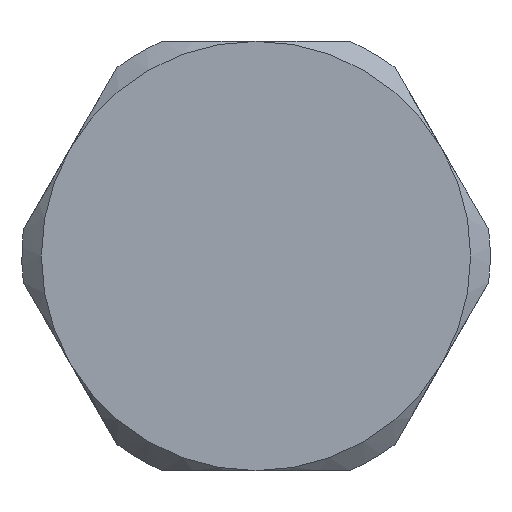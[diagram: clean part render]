
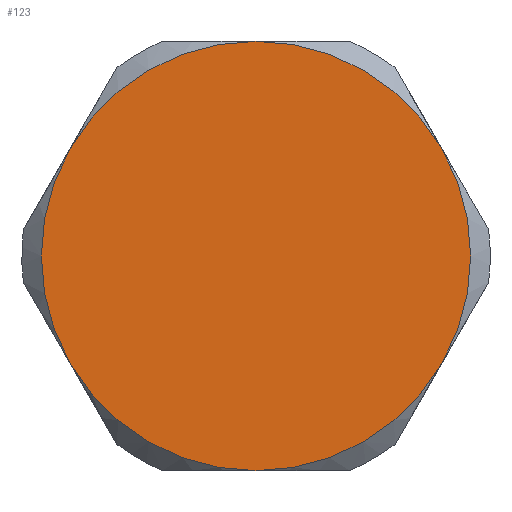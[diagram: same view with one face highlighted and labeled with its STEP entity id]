
A CAD part, front view. The second image highlights one B-rep face of the part: STEP entity #123.
In plain terms, the highlighted planar face has unit normal (0, -1, 0).
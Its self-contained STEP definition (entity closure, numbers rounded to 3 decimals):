
#19 = CARTESIAN_POINT ( 'NONE',  ( 0., -80., 0. ) ) ;
#57 = FACE_OUTER_BOUND ( 'NONE', #758, .T. ) ;
#70 = EDGE_CURVE ( 'NONE', #249, #643, #756, .T. ) ;
#83 = EDGE_CURVE ( 'NONE', #597, #307, #690, .T. ) ;
#93 = DIRECTION ( 'NONE',  ( 0., 1., 0. ) ) ;
#106 = DIRECTION ( 'NONE',  ( 0., 1., 0. ) ) ;
#117 = ORIENTED_EDGE ( 'NONE', *, *, #853, .F. ) ;
#123 = ADVANCED_FACE ( 'NONE', ( #57 ), #824, .F. ) ;
#138 = AXIS2_PLACEMENT_3D ( 'NONE', #661, #794, #465 ) ;
#145 = ORIENTED_EDGE ( 'NONE', *, *, #70, .F. ) ;
#154 = CIRCLE ( 'NONE', #191, 5.5 ) ;
#177 = CARTESIAN_POINT ( 'NONE',  ( 0., -80., 0. ) ) ;
#191 = AXIS2_PLACEMENT_3D ( 'NONE', #19, #772, #638 ) ;
#219 = ORIENTED_EDGE ( 'NONE', *, *, #774, .F. ) ;
#223 = CARTESIAN_POINT ( 'NONE',  ( 0., -80., -5.5 ) ) ;
#249 = VERTEX_POINT ( 'NONE', #223 ) ;
#264 = DIRECTION ( 'NONE',  ( 0., 1., 0. ) ) ;
#284 = CIRCLE ( 'NONE', #436, 5.5 ) ;
#286 = ORIENTED_EDGE ( 'NONE', *, *, #501, .F. ) ;
#305 = CARTESIAN_POINT ( 'NONE',  ( 0., -80., 0. ) ) ;
#307 = VERTEX_POINT ( 'NONE', #828 ) ;
#335 = DIRECTION ( 'NONE',  ( 0., 1., 0. ) ) ;
#345 = DIRECTION ( 'NONE',  ( 0., 0., 1. ) ) ;
#354 = AXIS2_PLACEMENT_3D ( 'NONE', #305, #93, #443 ) ;
#381 = CARTESIAN_POINT ( 'NONE',  ( -4.763, -80., 2.75 ) ) ;
#383 = AXIS2_PLACEMENT_3D ( 'NONE', #538, #335, #345 ) ;
#386 = EDGE_CURVE ( 'NONE', #307, #765, #862, .T. ) ;
#399 = CARTESIAN_POINT ( 'NONE',  ( 0., -80., 0. ) ) ;
#436 = AXIS2_PLACEMENT_3D ( 'NONE', #177, #657, #797 ) ;
#443 = DIRECTION ( 'NONE',  ( 0., 0., 1. ) ) ;
#465 = DIRECTION ( 'NONE',  ( 0., 0., 1. ) ) ;
#469 = DIRECTION ( 'NONE',  ( 0., 0., 1. ) ) ;
#500 = VERTEX_POINT ( 'NONE', #381 ) ;
#501 = EDGE_CURVE ( 'NONE', #765, #249, #877, .T. ) ;
#538 = CARTESIAN_POINT ( 'NONE',  ( 0., -80., 0. ) ) ;
#574 = CARTESIAN_POINT ( 'NONE',  ( 4.763, -80., -2.75 ) ) ;
#597 = VERTEX_POINT ( 'NONE', #813 ) ;
#608 = ORIENTED_EDGE ( 'NONE', *, *, #386, .F. ) ;
#638 = DIRECTION ( 'NONE',  ( 0., 0., 1. ) ) ;
#643 = VERTEX_POINT ( 'NONE', #800 ) ;
#657 = DIRECTION ( 'NONE',  ( 0., 1., 0. ) ) ;
#661 = CARTESIAN_POINT ( 'NONE',  ( 0., -80., 0. ) ) ;
#690 = CIRCLE ( 'NONE', #138, 5.5 ) ;
#695 = AXIS2_PLACEMENT_3D ( 'NONE', #858, #106, #861 ) ;
#740 = AXIS2_PLACEMENT_3D ( 'NONE', #399, #264, #469 ) ;
#741 = ORIENTED_EDGE ( 'NONE', *, *, #83, .F. ) ;
#756 = CIRCLE ( 'NONE', #740, 5.5 ) ;
#758 = EDGE_LOOP ( 'NONE', ( #741, #117, #219, #145, #286, #608 ) ) ;
#765 = VERTEX_POINT ( 'NONE', #574 ) ;
#772 = DIRECTION ( 'NONE',  ( 0., 1., 0. ) ) ;
#774 = EDGE_CURVE ( 'NONE', #643, #500, #154, .T. ) ;
#794 = DIRECTION ( 'NONE',  ( 0., 1., 0. ) ) ;
#797 = DIRECTION ( 'NONE',  ( 0., 0., 1. ) ) ;
#800 = CARTESIAN_POINT ( 'NONE',  ( -4.763, -80., -2.75 ) ) ;
#813 = CARTESIAN_POINT ( 'NONE',  ( 0., -80., 5.5 ) ) ;
#824 = PLANE ( 'NONE',  #383 ) ;
#828 = CARTESIAN_POINT ( 'NONE',  ( 4.763, -80., 2.75 ) ) ;
#853 = EDGE_CURVE ( 'NONE', #500, #597, #284, .T. ) ;
#858 = CARTESIAN_POINT ( 'NONE',  ( 0., -80., 0. ) ) ;
#861 = DIRECTION ( 'NONE',  ( 0., 0., 1. ) ) ;
#862 = CIRCLE ( 'NONE', #354, 5.5 ) ;
#877 = CIRCLE ( 'NONE', #695, 5.5 ) ;
